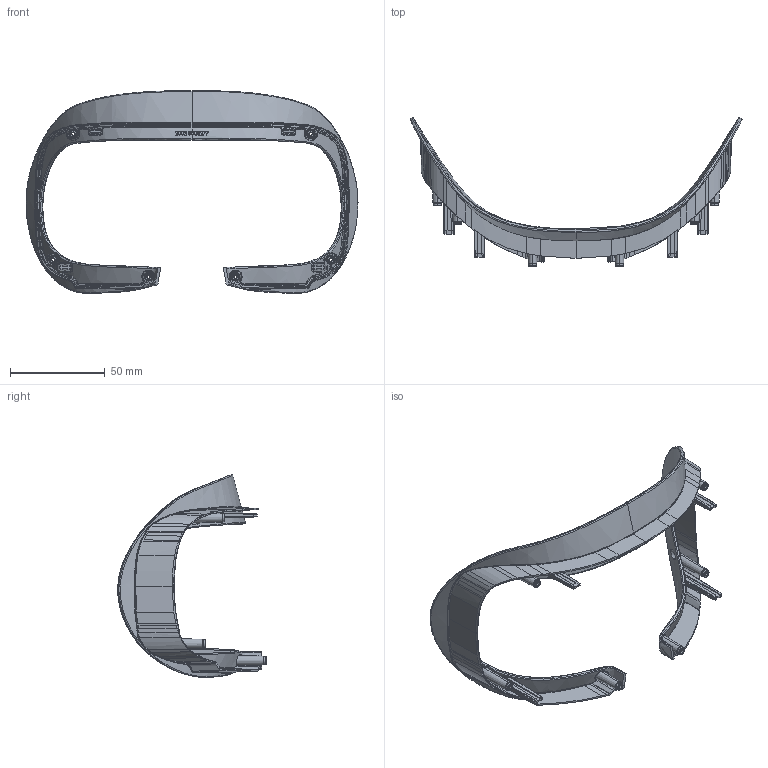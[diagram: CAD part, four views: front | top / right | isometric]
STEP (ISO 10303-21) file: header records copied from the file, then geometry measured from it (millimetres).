
FILE_DESCRIPTION (( 'STEP AP203' ), '1' );
FILE_NAME ('2002-0008277_Facemask_02.step', '2024-06-28T13:35:29', ( '' ), ( '' ), 'SwSTEP 2.0', 'SolidWorks 2021', '' );
FILE_SCHEMA (( 'CONFIG_CONTROL_DESIGN' ));
Products named in the file (1): 2002-0008277_Facemask_02
Bounding box: 175.55 x 78.5 x 107.22 mm (x, y, z)
Volume: 25419.6 mm3; surface area: 34628 mm2
Topology: 1 solids, 1 shells, 1092 faces, 3003 edges, 1949 vertices
Faces by surface type: bspline 760, plane 223, cone 56, cylinder 28, torus 24, sphere 1
Entity records: 103309 total; most frequent: CARTESIAN_POINT 82035, ORIENTED_EDGE 6006, EDGE_CURVE 3003, B_SPLINE_CURVE_WITH_KNOTS 2007, VERTEX_POINT 1949, DIRECTION 1846, EDGE_LOOP 1140, ADVANCED_FACE 1092
